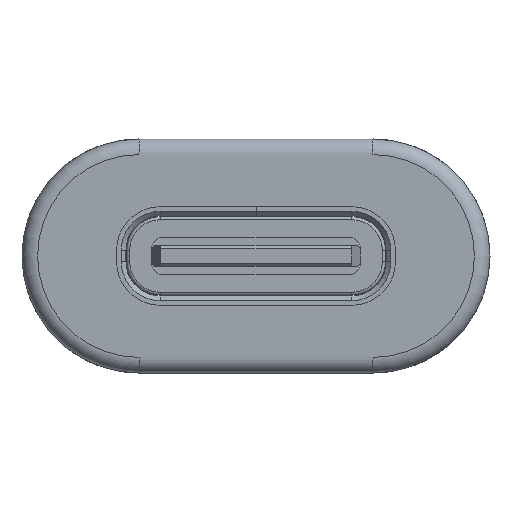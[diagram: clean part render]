
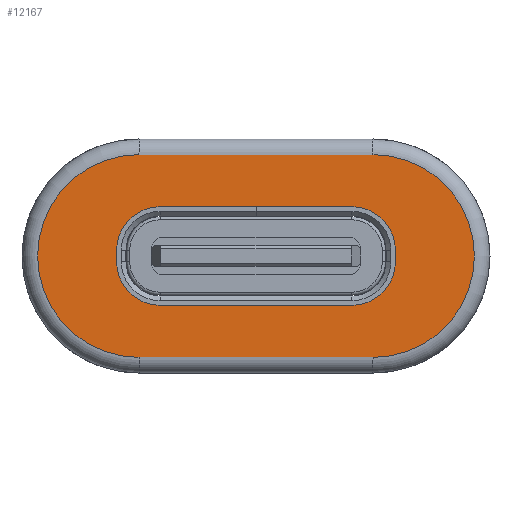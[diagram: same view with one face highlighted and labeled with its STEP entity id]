
A CAD part, left-side view. The second image highlights one B-rep face of the part: STEP entity #12167.
In plain terms, the highlighted face is planar.
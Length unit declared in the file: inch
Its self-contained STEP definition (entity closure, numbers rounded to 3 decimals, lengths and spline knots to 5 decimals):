
#615 = PLANE ( 'NONE',  #22429 ) ;
#637 = EDGE_CURVE ( 'NONE', #18986, #20033, #18240, .T. ) ;
#770 = CARTESIAN_POINT ( 'NONE',  ( 0., 0., 0. ) ) ;
#1411 = CARTESIAN_POINT ( 'NONE',  ( 0.12087, 0., -0.00709 ) ) ;
#1430 = ORIENTED_EDGE ( 'NONE', *, *, #5049, .F. ) ;
#1687 = CARTESIAN_POINT ( 'NONE',  ( -0.12087, 0., -0.0622 ) ) ;
#1966 = VERTEX_POINT ( 'NONE', #2114 ) ;
#2114 = CARTESIAN_POINT ( 'NONE',  ( -0.17598, 0., 0.00709 ) ) ;
#2308 = AXIS2_PLACEMENT_3D ( 'NONE', #15346, #27843, #17904 ) ;
#2447 = VERTEX_POINT ( 'NONE', #20336 ) ;
#2728 = CARTESIAN_POINT ( 'NONE',  ( 0.12087, 0., 0.0622 ) ) ;
#2795 = ORIENTED_EDGE ( 'NONE', *, *, #10567, .F. ) ;
#2848 = CARTESIAN_POINT ( 'NONE',  ( 0.17598, 0., -0.00709 ) ) ;
#2956 = DIRECTION ( 'NONE',  ( 0.012, 0., 1. ) ) ;
#3330 = DIRECTION ( 'NONE',  ( 0., -1., 0. ) ) ;
#3414 = VERTEX_POINT ( 'NONE', #26012 ) ;
#4662 = CIRCLE ( 'NONE', #29262, 0.12795 ) ;
#4928 = ORIENTED_EDGE ( 'NONE', *, *, #8975, .F. ) ;
#5049 = EDGE_CURVE ( 'NONE', #3414, #18986, #23696, .T. ) ;
#5112 = DIRECTION ( 'NONE',  ( -0.012, 0., -1. ) ) ;
#5160 = CARTESIAN_POINT ( 'NONE',  ( -0.14764, 0., -0.12795 ) ) ;
#5516 = CARTESIAN_POINT ( 'NONE',  ( 0.14764, 0., 0. ) ) ;
#5753 = DIRECTION ( 'NONE',  ( 0., 0., 1. ) ) ;
#5789 = AXIS2_PLACEMENT_3D ( 'NONE', #21238, #20751, #18502 ) ;
#6161 = ORIENTED_EDGE ( 'NONE', *, *, #19431, .F. ) ;
#6390 = DIRECTION ( 'NONE',  ( 0., -1., 0. ) ) ;
#6627 = EDGE_CURVE ( 'NONE', #14029, #29650, #4662, .T. ) ;
#7341 = VERTEX_POINT ( 'NONE', #31164 ) ;
#7616 = EDGE_CURVE ( 'NONE', #2447, #29650, #13034, .T. ) ;
#7686 = DIRECTION ( 'NONE',  ( 0., 1., 0. ) ) ;
#7908 = CIRCLE ( 'NONE', #21290, 0.05512 ) ;
#8303 = DIRECTION ( 'NONE',  ( -1., 0., 0. ) ) ;
#8896 = CARTESIAN_POINT ( 'NONE',  ( -0.17598, 0., -0.00709 ) ) ;
#8970 = CARTESIAN_POINT ( 'NONE',  ( -0.12087, 0., 0.0622 ) ) ;
#8975 = EDGE_CURVE ( 'NONE', #20033, #24305, #25820, .T. ) ;
#9438 = LINE ( 'NONE', #29312, #14930 ) ;
#9605 = AXIS2_PLACEMENT_3D ( 'NONE', #5516, #9870, #2956 ) ;
#9870 = DIRECTION ( 'NONE',  ( 0., 1., 0. ) ) ;
#9947 = CARTESIAN_POINT ( 'NONE',  ( -0.14764, 0., 0. ) ) ;
#10081 = DIRECTION ( 'NONE',  ( 0., 1., 0. ) ) ;
#10228 = ORIENTED_EDGE ( 'NONE', *, *, #26478, .F. ) ;
#10567 = EDGE_CURVE ( 'NONE', #16474, #3414, #7908, .T. ) ;
#10756 = VECTOR ( 'NONE', #11483, 39.37008 ) ;
#10977 = EDGE_CURVE ( 'NONE', #24305, #7341, #15146, .T. ) ;
#11483 = DIRECTION ( 'NONE',  ( 1., 0., 0. ) ) ;
#11893 = VECTOR ( 'NONE', #23947, 39.37008 ) ;
#11960 = CIRCLE ( 'NONE', #5789, 0.05512 ) ;
#12164 = DIRECTION ( 'NONE',  ( 0., 0., -1. ) ) ;
#12167 = ADVANCED_FACE ( 'NONE', ( #15562, #29796 ), #615, .F. ) ;
#12946 = CARTESIAN_POINT ( 'NONE',  ( 0.17598, 0., 0.00709 ) ) ;
#13034 = LINE ( 'NONE', #20428, #11893 ) ;
#13457 = CARTESIAN_POINT ( 'NONE',  ( -0.12087, 0., -0.00709 ) ) ;
#13690 = EDGE_CURVE ( 'NONE', #2447, #28992, #21402, .T. ) ;
#14029 = VERTEX_POINT ( 'NONE', #19800 ) ;
#14448 = VECTOR ( 'NONE', #29355, 39.37008 ) ;
#14930 = VECTOR ( 'NONE', #12164, 39.37008 ) ;
#15146 = CIRCLE ( 'NONE', #2308, 0.05512 ) ;
#15264 = ORIENTED_EDGE ( 'NONE', *, *, #13690, .F. ) ;
#15346 = CARTESIAN_POINT ( 'NONE',  ( 0.12087, 0., 0.00709 ) ) ;
#15475 = ORIENTED_EDGE ( 'NONE', *, *, #6627, .F. ) ;
#15562 = FACE_BOUND ( 'NONE', #23477, .T. ) ;
#15567 = CARTESIAN_POINT ( 'NONE',  ( 0.17598, 0., -0.00709 ) ) ;
#15876 = DIRECTION ( 'NONE',  ( 0., 0., -1. ) ) ;
#15943 = EDGE_LOOP ( 'NONE', ( #15264, #27021, #15475, #19715 ) ) ;
#16474 = VERTEX_POINT ( 'NONE', #8896 ) ;
#16660 = CARTESIAN_POINT ( 'NONE',  ( -0.14764, 0., 0.12795 ) ) ;
#17074 = EDGE_CURVE ( 'NONE', #1966, #16474, #9438, .T. ) ;
#17469 = VECTOR ( 'NONE', #22367, 39.37008 ) ;
#17904 = DIRECTION ( 'NONE',  ( 1., 0., 0. ) ) ;
#18240 = CIRCLE ( 'NONE', #24894, 0.05512 ) ;
#18502 = DIRECTION ( 'NONE',  ( 0., 0., 1. ) ) ;
#18822 = VERTEX_POINT ( 'NONE', #8970 ) ;
#18986 = VERTEX_POINT ( 'NONE', #25764 ) ;
#19431 = EDGE_CURVE ( 'NONE', #18822, #1966, #11960, .T. ) ;
#19715 = ORIENTED_EDGE ( 'NONE', *, *, #26051, .T. ) ;
#19800 = CARTESIAN_POINT ( 'NONE',  ( -0.14764, 0., -0.12795 ) ) ;
#20033 = VERTEX_POINT ( 'NONE', #2848 ) ;
#20336 = CARTESIAN_POINT ( 'NONE',  ( 0.14764, 0., 0.12795 ) ) ;
#20428 = CARTESIAN_POINT ( 'NONE',  ( 0.14764, 0., 0.12795 ) ) ;
#20751 = DIRECTION ( 'NONE',  ( 0., -1., 0. ) ) ;
#21238 = CARTESIAN_POINT ( 'NONE',  ( -0.12087, 0., 0.00709 ) ) ;
#21290 = AXIS2_PLACEMENT_3D ( 'NONE', #13457, #3330, #8303 ) ;
#21402 = CIRCLE ( 'NONE', #9605, 0.12795 ) ;
#21982 = ORIENTED_EDGE ( 'NONE', *, *, #17074, .F. ) ;
#22313 = DIRECTION ( 'NONE',  ( 1., 0., 0. ) ) ;
#22367 = DIRECTION ( 'NONE',  ( 1., 0., 0. ) ) ;
#22429 = AXIS2_PLACEMENT_3D ( 'NONE', #770, #10081, #22313 ) ;
#22738 = VECTOR ( 'NONE', #5753, 39.37008 ) ;
#23477 = EDGE_LOOP ( 'NONE', ( #2795, #21982, #6161, #10228, #29164, #4928, #30572, #1430 ) ) ;
#23696 = LINE ( 'NONE', #1687, #10756 ) ;
#23947 = DIRECTION ( 'NONE',  ( -1., 0., 0. ) ) ;
#24152 = CARTESIAN_POINT ( 'NONE',  ( 0.14764, 0., -0.12795 ) ) ;
#24305 = VERTEX_POINT ( 'NONE', #12946 ) ;
#24602 = LINE ( 'NONE', #5160, #17469 ) ;
#24894 = AXIS2_PLACEMENT_3D ( 'NONE', #1411, #6390, #15876 ) ;
#25764 = CARTESIAN_POINT ( 'NONE',  ( 0.12087, 0., -0.0622 ) ) ;
#25820 = LINE ( 'NONE', #15567, #22738 ) ;
#26012 = CARTESIAN_POINT ( 'NONE',  ( -0.12087, 0., -0.0622 ) ) ;
#26051 = EDGE_CURVE ( 'NONE', #14029, #28992, #24602, .T. ) ;
#26478 = EDGE_CURVE ( 'NONE', #7341, #18822, #29817, .T. ) ;
#27021 = ORIENTED_EDGE ( 'NONE', *, *, #7616, .T. ) ;
#27843 = DIRECTION ( 'NONE',  ( 0., -1., 0. ) ) ;
#28992 = VERTEX_POINT ( 'NONE', #24152 ) ;
#29164 = ORIENTED_EDGE ( 'NONE', *, *, #10977, .F. ) ;
#29262 = AXIS2_PLACEMENT_3D ( 'NONE', #9947, #7686, #5112 ) ;
#29312 = CARTESIAN_POINT ( 'NONE',  ( -0.17598, 0., 0.00709 ) ) ;
#29355 = DIRECTION ( 'NONE',  ( -1., 0., 0. ) ) ;
#29650 = VERTEX_POINT ( 'NONE', #16660 ) ;
#29796 = FACE_OUTER_BOUND ( 'NONE', #15943, .T. ) ;
#29817 = LINE ( 'NONE', #2728, #14448 ) ;
#30572 = ORIENTED_EDGE ( 'NONE', *, *, #637, .F. ) ;
#31164 = CARTESIAN_POINT ( 'NONE',  ( 0.12087, 0., 0.0622 ) ) ;
